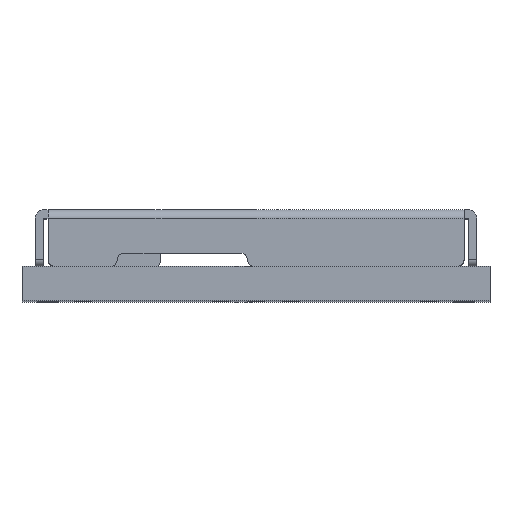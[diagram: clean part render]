
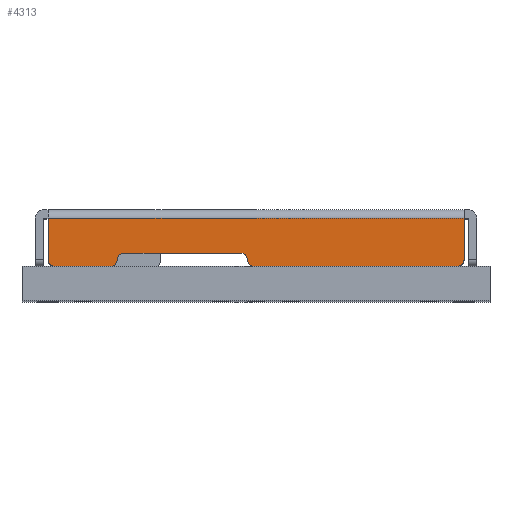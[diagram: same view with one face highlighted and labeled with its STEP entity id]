
A CAD part, top view. The second image highlights one B-rep face of the part: STEP entity #4313.
In plain terms, the highlighted planar face has unit normal (0, 0, 1).
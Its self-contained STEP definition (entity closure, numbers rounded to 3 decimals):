
#47=DIRECTION('',(1.,0.,0.));
#48=VECTOR('',#47,1.3);
#49=CARTESIAN_POINT('',(-4.65,0.,7.9));
#50=LINE('',#49,#48);
#63=DIRECTION('',(1.,0.,0.));
#64=VECTOR('',#63,4.7);
#65=CARTESIAN_POINT('',(-0.05,0.,7.9));
#66=LINE('',#65,#64);
#1049=DIRECTION('',(0.,1.,0.));
#1050=VECTOR('',#1049,0.95);
#1051=CARTESIAN_POINT('',(4.8,0.15,7.9));
#1052=LINE('',#1051,#1050);
#1062=CARTESIAN_POINT('',(-4.65,0.15,7.9));
#1063=DIRECTION('',(0.,0.,1.));
#1064=DIRECTION('',(-1.,0.,0.));
#1065=AXIS2_PLACEMENT_3D('',#1062,#1063,#1064);
#1067=DIRECTION('',(1.,0.,0.));
#1068=VECTOR('',#1067,9.6);
#1069=CARTESIAN_POINT('',(-4.8,1.1,7.9));
#1070=LINE('',#1069,#1068);
#1071=CARTESIAN_POINT('',(4.65,0.15,7.9));
#1072=DIRECTION('',(0.,0.,1.));
#1073=DIRECTION('',(0.,-1.,0.));
#1074=AXIS2_PLACEMENT_3D('',#1071,#1072,#1073);
#1076=CARTESIAN_POINT('',(-0.05,0.15,7.9));
#1077=DIRECTION('',(0.,0.,1.));
#1078=DIRECTION('',(-1.,0.,0.));
#1079=AXIS2_PLACEMENT_3D('',#1076,#1077,#1078);
#1081=DIRECTION('',(-1.,0.,0.));
#1082=VECTOR('',#1081,2.7);
#1083=CARTESIAN_POINT('',(-0.35,0.3,7.9));
#1084=LINE('',#1083,#1082);
#1085=CARTESIAN_POINT('',(-3.35,0.15,7.9));
#1086=DIRECTION('',(0.,0.,1.));
#1087=DIRECTION('',(0.,-1.,0.));
#1088=AXIS2_PLACEMENT_3D('',#1085,#1086,#1087);
#1131=DIRECTION('',(0.,-1.,0.));
#1132=VECTOR('',#1131,0.95);
#1133=CARTESIAN_POINT('',(-4.8,1.1,7.9));
#1134=LINE('',#1133,#1132);
#1139=CARTESIAN_POINT('',(-3.05,0.15,7.9));
#1140=DIRECTION('',(0.,0.,-1.));
#1141=DIRECTION('',(-1.,0.,0.));
#1142=AXIS2_PLACEMENT_3D('',#1139,#1140,#1141);
#1166=CARTESIAN_POINT('',(-0.35,0.15,7.9));
#1167=DIRECTION('',(0.,0.,-1.));
#1168=DIRECTION('',(0.,1.,0.));
#1169=AXIS2_PLACEMENT_3D('',#1166,#1167,#1168);
#3046=CARTESIAN_POINT('',(4.8,1.1,7.9));
#3048=VERTEX_POINT('',#3046);
#3049=CARTESIAN_POINT('',(-4.8,1.1,7.9));
#3050=VERTEX_POINT('',#3049);
#3089=CARTESIAN_POINT('',(-0.35,0.3,7.9));
#3091=VERTEX_POINT('',#3089);
#3093=CARTESIAN_POINT('',(-3.05,0.3,7.9));
#3095=VERTEX_POINT('',#3093);
#3142=CARTESIAN_POINT('',(4.8,0.15,7.9));
#3144=VERTEX_POINT('',#3142);
#3145=CARTESIAN_POINT('',(-4.8,0.15,7.9));
#3147=VERTEX_POINT('',#3145);
#3149=CARTESIAN_POINT('',(-0.2,0.15,7.9));
#3151=VERTEX_POINT('',#3149);
#3154=CARTESIAN_POINT('',(-3.2,0.15,7.9));
#3156=VERTEX_POINT('',#3154);
#3169=CARTESIAN_POINT('',(-4.65,0.,7.9));
#3170=CARTESIAN_POINT('',(-3.35,0.,7.9));
#3171=VERTEX_POINT('',#3169);
#3172=VERTEX_POINT('',#3170);
#3173=CARTESIAN_POINT('',(-0.05,0.,7.9));
#3174=CARTESIAN_POINT('',(4.65,0.,7.9));
#3175=VERTEX_POINT('',#3173);
#3176=VERTEX_POINT('',#3174);
#4287=CARTESIAN_POINT('',(-5.1,1.1,7.9));
#4288=DIRECTION('',(0.,0.,1.));
#4289=DIRECTION('',(1.,0.,0.));
#4290=AXIS2_PLACEMENT_3D('',#4287,#4288,#4289);
#4291=PLANE('',#4290);
#4292=ORIENTED_EDGE('',*,*,#3391,.F.);
#4294=ORIENTED_EDGE('',*,*,#4293,.F.);
#4296=ORIENTED_EDGE('',*,*,#4295,.F.);
#4297=ORIENTED_EDGE('',*,*,#4246,.T.);
#4298=ORIENTED_EDGE('',*,*,#4261,.F.);
#4299=ORIENTED_EDGE('',*,*,#4279,.F.);
#4300=ORIENTED_EDGE('',*,*,#3401,.F.);
#4302=ORIENTED_EDGE('',*,*,#4301,.F.);
#4304=ORIENTED_EDGE('',*,*,#4303,.F.);
#4306=ORIENTED_EDGE('',*,*,#4305,.T.);
#4308=ORIENTED_EDGE('',*,*,#4307,.F.);
#4310=ORIENTED_EDGE('',*,*,#4309,.F.);
#4311=EDGE_LOOP('',(#4292,#4294,#4296,#4297,#4298,#4299,#4300,#4302,#4304,#4306,
#4308,#4310));
#4312=FACE_OUTER_BOUND('',#4311,.F.);
#1066=CIRCLE('',#1065,0.15);
#1075=CIRCLE('',#1074,0.15);
#1080=CIRCLE('',#1079,0.15);
#1089=CIRCLE('',#1088,0.15);
#1143=CIRCLE('',#1142,0.15);
#1170=CIRCLE('',#1169,0.15);
#3391=EDGE_CURVE('',#3171,#3172,#50,.T.);
#3401=EDGE_CURVE('',#3175,#3176,#66,.T.);
#4246=EDGE_CURVE('',#3050,#3048,#1070,.T.);
#4261=EDGE_CURVE('',#3144,#3048,#1052,.T.);
#4279=EDGE_CURVE('',#3176,#3144,#1075,.T.);
#4293=EDGE_CURVE('',#3147,#3171,#1066,.T.);
#4295=EDGE_CURVE('',#3050,#3147,#1134,.T.);
#4301=EDGE_CURVE('',#3151,#3175,#1080,.T.);
#4303=EDGE_CURVE('',#3091,#3151,#1170,.T.);
#4305=EDGE_CURVE('',#3091,#3095,#1084,.T.);
#4307=EDGE_CURVE('',#3156,#3095,#1143,.T.);
#4309=EDGE_CURVE('',#3172,#3156,#1089,.T.);
#4313=ADVANCED_FACE('',(#4312),#4291,.T.);
